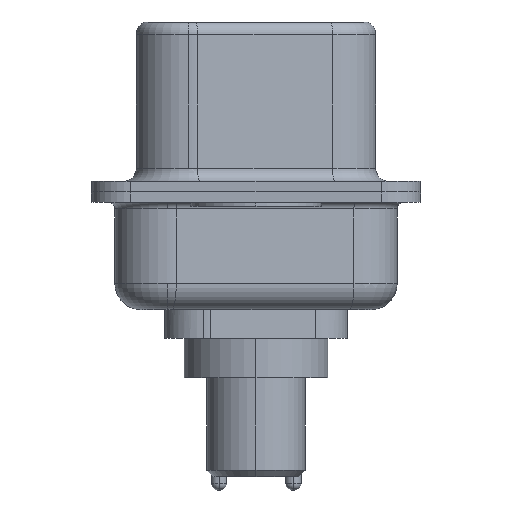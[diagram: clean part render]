
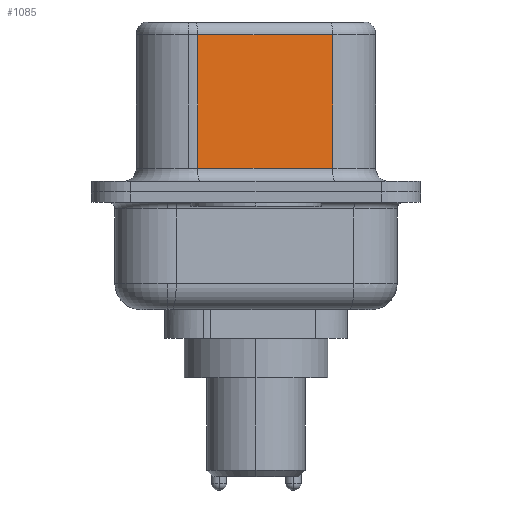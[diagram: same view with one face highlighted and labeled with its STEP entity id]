
A CAD part, left-side view. The second image highlights one B-rep face of the part: STEP entity #1085.
In plain terms, the highlighted planar face has unit normal (-0.985, -0.174, 0).
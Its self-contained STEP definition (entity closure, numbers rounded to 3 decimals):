
#466 = CARTESIAN_POINT ( 'NONE',  ( 3.655, 2.233, 6.02 ) ) ;
#689 = ORIENTED_EDGE ( 'NONE', *, *, #5025, .T. ) ;
#812 = VERTEX_POINT ( 'NONE', #466 ) ;
#1085 = ADVANCED_FACE ( 'NONE', ( #5149 ), #5814, .F. ) ;
#1287 = VECTOR ( 'NONE', #2089, 1000. ) ;
#1903 = DIRECTION ( 'NONE',  ( 0.985, 0.174, 0. ) ) ;
#2089 = DIRECTION ( 'NONE',  ( 0., 0., -1. ) ) ;
#2181 = VECTOR ( 'NONE', #6705, 1000. ) ;
#3379 = EDGE_CURVE ( 'NONE', #10891, #11229, #7132, .T. ) ;
#3615 = CARTESIAN_POINT ( 'NONE',  ( 4.565, -2.927, 0.9 ) ) ;
#3893 = CARTESIAN_POINT ( 'NONE',  ( 4.565, -2.927, 6.02 ) ) ;
#4052 = EDGE_CURVE ( 'NONE', #11938, #11229, #13632, .T. ) ;
#4908 = EDGE_CURVE ( 'NONE', #812, #11938, #11941, .T. ) ;
#4994 = AXIS2_PLACEMENT_3D ( 'NONE', #6244, #1903, #6503 ) ;
#5025 = EDGE_CURVE ( 'NONE', #10891, #812, #7558, .T. ) ;
#5140 = VECTOR ( 'NONE', #8614, 1000. ) ;
#5149 = FACE_OUTER_BOUND ( 'NONE', #9977, .T. ) ;
#5276 = ORIENTED_EDGE ( 'NONE', *, *, #4908, .T. ) ;
#5814 = PLANE ( 'NONE',  #4994 ) ;
#6229 = DIRECTION ( 'NONE',  ( 0.174, -0.985, 0. ) ) ;
#6244 = CARTESIAN_POINT ( 'NONE',  ( 4.565, -2.927, 6.52 ) ) ;
#6323 = CARTESIAN_POINT ( 'NONE',  ( 4.565, -2.927, 6.02 ) ) ;
#6503 = DIRECTION ( 'NONE',  ( -0.174, 0.985, 0. ) ) ;
#6705 = DIRECTION ( 'NONE',  ( -0.174, 0.985, 0. ) ) ;
#6946 = CARTESIAN_POINT ( 'NONE',  ( 3.655, 2.233, 0.9 ) ) ;
#6954 = ORIENTED_EDGE ( 'NONE', *, *, #3379, .F. ) ;
#7132 = LINE ( 'NONE', #7192, #5140 ) ;
#7192 = CARTESIAN_POINT ( 'NONE',  ( 4.565, -2.927, 6.52 ) ) ;
#7558 = LINE ( 'NONE', #6323, #2181 ) ;
#7587 = ORIENTED_EDGE ( 'NONE', *, *, #4052, .T. ) ;
#8614 = DIRECTION ( 'NONE',  ( 0., 0., -1. ) ) ;
#9769 = CARTESIAN_POINT ( 'NONE',  ( 4.565, -2.927, 0.9 ) ) ;
#9977 = EDGE_LOOP ( 'NONE', ( #6954, #689, #5276, #7587 ) ) ;
#10609 = VECTOR ( 'NONE', #6229, 1000. ) ;
#10891 = VERTEX_POINT ( 'NONE', #3893 ) ;
#11229 = VERTEX_POINT ( 'NONE', #9769 ) ;
#11938 = VERTEX_POINT ( 'NONE', #6946 ) ;
#11941 = LINE ( 'NONE', #12954, #1287 ) ;
#12954 = CARTESIAN_POINT ( 'NONE',  ( 3.655, 2.233, 6.52 ) ) ;
#13632 = LINE ( 'NONE', #3615, #10609 ) ;
